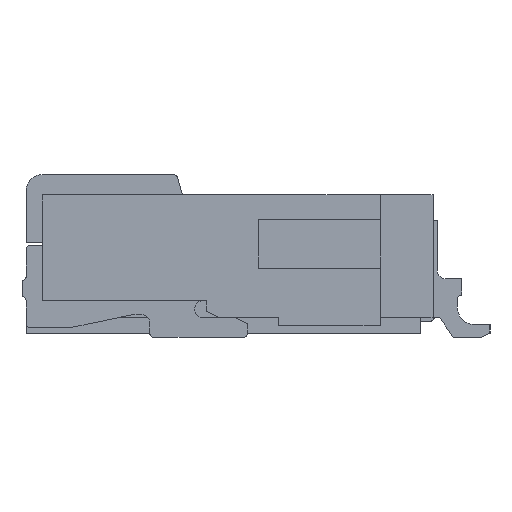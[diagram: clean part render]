
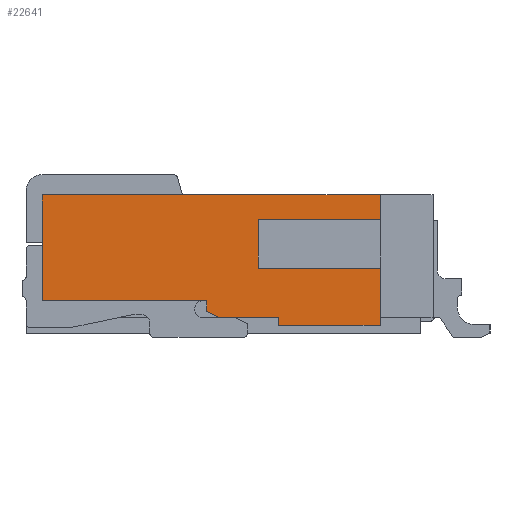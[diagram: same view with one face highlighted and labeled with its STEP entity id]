
A CAD part, left-side view. The second image highlights one B-rep face of the part: STEP entity #22641.
In plain terms, the highlighted planar face has unit normal (-1, 0, 0).
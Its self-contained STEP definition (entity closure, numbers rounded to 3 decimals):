
#52 = LINE ( 'NONE', #19064, #25260 ) ;
#161 = ORIENTED_EDGE ( 'NONE', *, *, #21177, .F. ) ;
#432 = EDGE_CURVE ( 'NONE', #22773, #14746, #21180, .T. ) ;
#1469 = EDGE_CURVE ( 'NONE', #10508, #6883, #7845, .T. ) ;
#1664 = PLANE ( 'NONE',  #24227 ) ;
#1776 = VECTOR ( 'NONE', #23958, 1000. ) ;
#2274 = CARTESIAN_POINT ( 'NONE',  ( -28.46, 0.435, -0.079 ) ) ;
#2560 = ORIENTED_EDGE ( 'NONE', *, *, #1469, .F. ) ;
#4015 = VECTOR ( 'NONE', #28111, 1000. ) ;
#4346 = CARTESIAN_POINT ( 'NONE',  ( -28.46, 0.2, -2.6 ) ) ;
#4400 = LINE ( 'NONE', #11022, #8530 ) ;
#4648 = DIRECTION ( 'NONE',  ( 0., 0., 1. ) ) ;
#5297 = VECTOR ( 'NONE', #30294, 1000. ) ;
#5548 = VECTOR ( 'NONE', #27138, 1000. ) ;
#6172 = VERTEX_POINT ( 'NONE', #19610 ) ;
#6620 = DIRECTION ( 'NONE',  ( -1., 0., 0. ) ) ;
#6629 = DIRECTION ( 'NONE',  ( 0., -0.423, 0.906 ) ) ;
#6668 = ORIENTED_EDGE ( 'NONE', *, *, #23134, .F. ) ;
#6883 = VERTEX_POINT ( 'NONE', #9646 ) ;
#7611 = ORIENTED_EDGE ( 'NONE', *, *, #28842, .F. ) ;
#7640 = DIRECTION ( 'NONE',  ( 0., -1., 0. ) ) ;
#7845 = LINE ( 'NONE', #12500, #5548 ) ;
#8086 = CARTESIAN_POINT ( 'NONE',  ( -28.46, 0.2, -2.6 ) ) ;
#8225 = VECTOR ( 'NONE', #13759, 1000. ) ;
#8530 = VECTOR ( 'NONE', #23085, 1000. ) ;
#8806 = EDGE_CURVE ( 'NONE', #22550, #10508, #21477, .T. ) ;
#8910 = CARTESIAN_POINT ( 'NONE',  ( -28.46, 0.27, -3.48 ) ) ;
#9057 = CARTESIAN_POINT ( 'NONE',  ( -28.46, 1.7, -5.5 ) ) ;
#9248 = CARTESIAN_POINT ( 'NONE',  ( -28.46, 0.4, -3.48 ) ) ;
#9646 = CARTESIAN_POINT ( 'NONE',  ( -28.46, 0.1, -1.35 ) ) ;
#9694 = CARTESIAN_POINT ( 'NONE',  ( -28.46, 1.7, -1.35 ) ) ;
#10508 = VERTEX_POINT ( 'NONE', #20060 ) ;
#10516 = LINE ( 'NONE', #14569, #1776 ) ;
#10660 = VERTEX_POINT ( 'NONE', #26375 ) ;
#10806 = VECTOR ( 'NONE', #4648, 1000. ) ;
#11022 = CARTESIAN_POINT ( 'NONE',  ( -28.46, 0.4, -5.5 ) ) ;
#11611 = ORIENTED_EDGE ( 'NONE', *, *, #8806, .F. ) ;
#12500 = CARTESIAN_POINT ( 'NONE',  ( -28.46, 0.8, -1.35 ) ) ;
#13555 = FACE_OUTER_BOUND ( 'NONE', #26359, .T. ) ;
#13559 = EDGE_CURVE ( 'NONE', #16060, #29864, #10516, .T. ) ;
#13759 = DIRECTION ( 'NONE',  ( 0., 0., -1. ) ) ;
#14289 = DIRECTION ( 'NONE',  ( 0., 0., 1. ) ) ;
#14569 = CARTESIAN_POINT ( 'NONE',  ( -28.46, 1.7, -1.35 ) ) ;
#14579 = VECTOR ( 'NONE', #20412, 1000. ) ;
#14746 = VERTEX_POINT ( 'NONE', #19629 ) ;
#14860 = ORIENTED_EDGE ( 'NONE', *, *, #28386, .T. ) ;
#15286 = CARTESIAN_POINT ( 'NONE',  ( -28.46, 1.7, -1.35 ) ) ;
#15335 = EDGE_CURVE ( 'NONE', #26380, #10660, #19085, .T. ) ;
#15584 = CARTESIAN_POINT ( 'NONE',  ( -28.46, 0.8, -2.85 ) ) ;
#15896 = VERTEX_POINT ( 'NONE', #28736 ) ;
#15966 = VECTOR ( 'NONE', #7640, 1000. ) ;
#16060 = VERTEX_POINT ( 'NONE', #15286 ) ;
#16619 = DIRECTION ( 'NONE',  ( 0., -1., 0. ) ) ;
#17656 = VECTOR ( 'NONE', #6629, 1000. ) ;
#17704 = CARTESIAN_POINT ( 'NONE',  ( -28.46, 0.4, -3.48 ) ) ;
#19064 = CARTESIAN_POINT ( 'NONE',  ( -28.46, 0.1, -2.6 ) ) ;
#19085 = LINE ( 'NONE', #28495, #25032 ) ;
#19403 = LINE ( 'NONE', #28825, #15966 ) ;
#19610 = CARTESIAN_POINT ( 'NONE',  ( -28.46, 1.4, -1.35 ) ) ;
#19629 = CARTESIAN_POINT ( 'NONE',  ( -28.46, 0.27, -3.48 ) ) ;
#19866 = ORIENTED_EDGE ( 'NONE', *, *, #24172, .T. ) ;
#19867 = EDGE_CURVE ( 'NONE', #15896, #22550, #19403, .T. ) ;
#20060 = CARTESIAN_POINT ( 'NONE',  ( -28.46, 0.8, -1.35 ) ) ;
#20112 = CARTESIAN_POINT ( 'NONE',  ( -28.46, 1.4, -1.35 ) ) ;
#20261 = LINE ( 'NONE', #20112, #14579 ) ;
#20389 = ORIENTED_EDGE ( 'NONE', *, *, #13559, .T. ) ;
#20412 = DIRECTION ( 'NONE',  ( 0., 0., -1. ) ) ;
#20540 = CARTESIAN_POINT ( 'NONE',  ( -28.46, 0.4, -5.5 ) ) ;
#20705 = LINE ( 'NONE', #20540, #5297 ) ;
#21177 = EDGE_CURVE ( 'NONE', #6172, #15896, #20261, .T. ) ;
#21180 = LINE ( 'NONE', #9248, #4015 ) ;
#21379 = CARTESIAN_POINT ( 'NONE',  ( -28.46, 0.4, -5.5 ) ) ;
#21477 = LINE ( 'NONE', #23617, #10806 ) ;
#21993 = ORIENTED_EDGE ( 'NONE', *, *, #19867, .F. ) ;
#22067 = VERTEX_POINT ( 'NONE', #21379 ) ;
#22550 = VERTEX_POINT ( 'NONE', #15584 ) ;
#22641 = ADVANCED_FACE ( 'NONE', ( #13555 ), #1664, .T. ) ;
#22773 = VERTEX_POINT ( 'NONE', #17704 ) ;
#23075 = ORIENTED_EDGE ( 'NONE', *, *, #29260, .F. ) ;
#23085 = DIRECTION ( 'NONE',  ( 0., 1., 0. ) ) ;
#23134 = EDGE_CURVE ( 'NONE', #26380, #24472, #25502, .T. ) ;
#23426 = EDGE_CURVE ( 'NONE', #14746, #24472, #25931, .T. ) ;
#23617 = CARTESIAN_POINT ( 'NONE',  ( -28.46, 0.8, -2.85 ) ) ;
#23958 = DIRECTION ( 'NONE',  ( 0., 0., -1. ) ) ;
#24172 = EDGE_CURVE ( 'NONE', #22067, #22773, #20705, .T. ) ;
#24227 = AXIS2_PLACEMENT_3D ( 'NONE', #2274, #6620, #30101 ) ;
#24472 = VERTEX_POINT ( 'NONE', #26162 ) ;
#25032 = VECTOR ( 'NONE', #16619, 1000. ) ;
#25260 = VECTOR ( 'NONE', #14289, 1000. ) ;
#25502 = LINE ( 'NONE', #4346, #8225 ) ;
#25931 = LINE ( 'NONE', #8910, #17656 ) ;
#26162 = CARTESIAN_POINT ( 'NONE',  ( -28.46, 0.2, -3.33 ) ) ;
#26303 = ORIENTED_EDGE ( 'NONE', *, *, #432, .T. ) ;
#26359 = EDGE_LOOP ( 'NONE', ( #26614, #6668, #30093, #14860, #2560, #11611, #21993, #161, #7611, #20389, #23075, #19866, #26303 ) ) ;
#26375 = CARTESIAN_POINT ( 'NONE',  ( -28.46, 0.1, -2.6 ) ) ;
#26380 = VERTEX_POINT ( 'NONE', #8086 ) ;
#26614 = ORIENTED_EDGE ( 'NONE', *, *, #23426, .T. ) ;
#27138 = DIRECTION ( 'NONE',  ( 0., -1., 0. ) ) ;
#27756 = VECTOR ( 'NONE', #28700, 1000. ) ;
#28111 = DIRECTION ( 'NONE',  ( 0., -1., 0. ) ) ;
#28386 = EDGE_CURVE ( 'NONE', #10660, #6883, #52, .T. ) ;
#28495 = CARTESIAN_POINT ( 'NONE',  ( -28.46, 0.2, -2.6 ) ) ;
#28554 = LINE ( 'NONE', #9694, #27756 ) ;
#28700 = DIRECTION ( 'NONE',  ( 0., -1., 0. ) ) ;
#28736 = CARTESIAN_POINT ( 'NONE',  ( -28.46, 1.4, -2.85 ) ) ;
#28825 = CARTESIAN_POINT ( 'NONE',  ( -28.46, 1.4, -2.85 ) ) ;
#28842 = EDGE_CURVE ( 'NONE', #16060, #6172, #28554, .T. ) ;
#29260 = EDGE_CURVE ( 'NONE', #22067, #29864, #4400, .T. ) ;
#29864 = VERTEX_POINT ( 'NONE', #9057 ) ;
#30093 = ORIENTED_EDGE ( 'NONE', *, *, #15335, .T. ) ;
#30101 = DIRECTION ( 'NONE',  ( 0., 0., 1. ) ) ;
#30294 = DIRECTION ( 'NONE',  ( 0., 0., 1. ) ) ;
